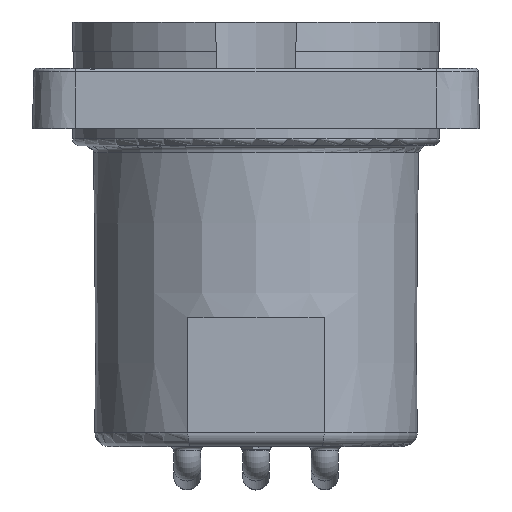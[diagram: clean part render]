
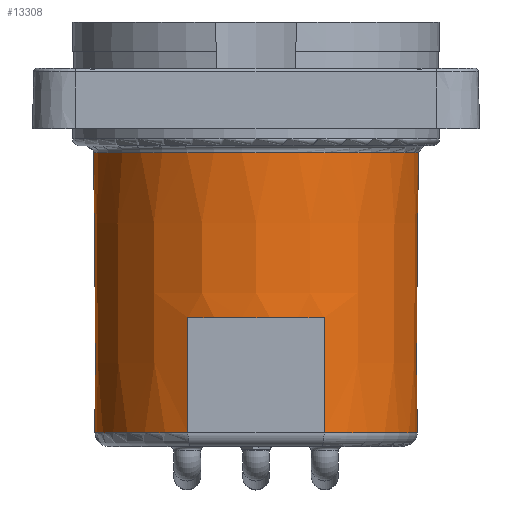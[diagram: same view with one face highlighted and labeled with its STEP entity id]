
A CAD part, front view. The second image highlights one B-rep face of the part: STEP entity #13308.
In plain terms, the highlighted conical face has half-angle 0.4 degrees and reference radius 9.5 mm.
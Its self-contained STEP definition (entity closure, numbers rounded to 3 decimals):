
#473=(
BOUNDED_CURVE()
B_SPLINE_CURVE(2,(#22676,#22677,#22678),.UNSPECIFIED.,.F.,.F.)
B_SPLINE_CURVE_WITH_KNOTS((3,3),(-1.886,-0.256),
 .UNSPECIFIED.)
CURVE()
GEOMETRIC_REPRESENTATION_ITEM()
RATIONAL_B_SPLINE_CURVE((1.,1.,1.))
REPRESENTATION_ITEM('')
);
#474=(
BOUNDED_CURVE()
B_SPLINE_CURVE(2,(#22681,#22682,#22683),.UNSPECIFIED.,.F.,.F.)
B_SPLINE_CURVE_WITH_KNOTS((3,3),(-1.886,-0.256),
 .UNSPECIFIED.)
CURVE()
GEOMETRIC_REPRESENTATION_ITEM()
RATIONAL_B_SPLINE_CURVE((1.,1.,1.))
REPRESENTATION_ITEM('')
);
#1699=FACE_OUTER_BOUND('',#2477,.T.);
#2477=EDGE_LOOP('',(#11596,#11597,#11598,#11599,#11600,#11601,#11602,#11603));
#3514=LINE('',#22685,#4532);
#3515=LINE('',#22688,#4533);
#4532=VECTOR('',#17310,10.);
#4533=VECTOR('',#17313,10.);
#5048=CIRCLE('',#14337,9.383);
#5049=CIRCLE('',#14340,9.383);
#5055=CIRCLE('',#14351,9.497);
#5056=CIRCLE('',#14352,9.43);
#6208=VERTEX_POINT('',#22597);
#6209=VERTEX_POINT('',#22614);
#6210=VERTEX_POINT('',#22615);
#6211=VERTEX_POINT('',#22644);
#6215=VERTEX_POINT('',#22675);
#6216=VERTEX_POINT('',#22679);
#6217=VERTEX_POINT('',#22684);
#6218=VERTEX_POINT('',#22686);
#8022=EDGE_CURVE('',#6209,#6210,#5048,.T.);
#8027=EDGE_CURVE('',#6211,#6208,#5049,.T.);
#8035=EDGE_CURVE('',#6215,#6209,#473,.T.);
#8036=EDGE_CURVE('',#6216,#6215,#5055,.T.);
#8037=EDGE_CURVE('',#6216,#6208,#474,.T.);
#8038=EDGE_CURVE('',#6211,#6217,#3514,.T.);
#8039=EDGE_CURVE('',#6217,#6218,#5056,.T.);
#8040=EDGE_CURVE('',#6218,#6210,#3515,.T.);
#11596=ORIENTED_EDGE('',*,*,#8022,.F.);
#11597=ORIENTED_EDGE('',*,*,#8035,.F.);
#11598=ORIENTED_EDGE('',*,*,#8036,.F.);
#11599=ORIENTED_EDGE('',*,*,#8037,.T.);
#11600=ORIENTED_EDGE('',*,*,#8027,.F.);
#11601=ORIENTED_EDGE('',*,*,#8038,.T.);
#11602=ORIENTED_EDGE('',*,*,#8039,.T.);
#11603=ORIENTED_EDGE('',*,*,#8040,.T.);
#12079=CONICAL_SURFACE('',#14350,9.5,0.007);
#13308=ADVANCED_FACE('',(#1699),#12079,.T.);
#14337=AXIS2_PLACEMENT_3D('',#22616,#17277,#17278);
#14340=AXIS2_PLACEMENT_3D('',#22659,#17284,#17285);
#14350=AXIS2_PLACEMENT_3D('',#22674,#17306,#17307);
#14351=AXIS2_PLACEMENT_3D('',#22680,#17308,#17309);
#14352=AXIS2_PLACEMENT_3D('',#22687,#17311,#17312);
#17277=DIRECTION('center_axis',(0.,0.,-1.));
#17278=DIRECTION('ref_axis',(1.,0.005,0.));
#17284=DIRECTION('center_axis',(0.,0.,-1.));
#17285=DIRECTION('ref_axis',(-1.,0.005,0.));
#17306=DIRECTION('center_axis',(0.,0.,1.));
#17307=DIRECTION('ref_axis',(0.,-1.,0.));
#17308=DIRECTION('center_axis',(0.,0.,1.));
#17309=DIRECTION('ref_axis',(0.,-1.,0.));
#17310=DIRECTION('',(-0.002,-0.007,1.));
#17311=DIRECTION('center_axis',(0.,0.,
1.));
#17312=DIRECTION('ref_axis',(0.421,0.907,0.));
#17313=DIRECTION('',(-0.002,0.007,-1.));
#22597=CARTESIAN_POINT('',(-3.883,8.542,-18.506));
#22614=CARTESIAN_POINT('',(3.883,8.542,-18.506));
#22615=CARTESIAN_POINT('',(3.963,-8.506,-18.506));
#22616=CARTESIAN_POINT('Origin',(0.,0.,
-18.506));
#22644=CARTESIAN_POINT('',(-3.963,-8.506,-18.506));
#22659=CARTESIAN_POINT('Origin',(0.,0.,
-18.506));
#22674=CARTESIAN_POINT('Origin',(0.,0.,-1.8));
#22675=CARTESIAN_POINT('',(3.997,8.615,-2.197));
#22676=CARTESIAN_POINT('Ctrl Pts',(3.997,8.615,-2.197));
#22677=CARTESIAN_POINT('Ctrl Pts',(3.94,8.579,-10.386));
#22678=CARTESIAN_POINT('Ctrl Pts',(3.883,8.542,-18.506));
#22679=CARTESIAN_POINT('',(-3.997,8.615,-2.197));
#22680=CARTESIAN_POINT('Origin',(0.,0.,-2.197));
#22681=CARTESIAN_POINT('Ctrl Pts',(-3.997,8.615,-2.197));
#22682=CARTESIAN_POINT('Ctrl Pts',(-3.94,8.579,-10.386));
#22683=CARTESIAN_POINT('Ctrl Pts',(-3.883,8.542,-18.506));
#22684=CARTESIAN_POINT('',(-3.973,-8.552,-11.8));
#22685=CARTESIAN_POINT('',(-3.967,-8.526,-15.55));
#22686=CARTESIAN_POINT('',(3.973,-8.552,-11.8));
#22687=CARTESIAN_POINT('Origin',(0.,0.,-11.8));
#22688=CARTESIAN_POINT('',(3.967,-8.526,-15.55));
